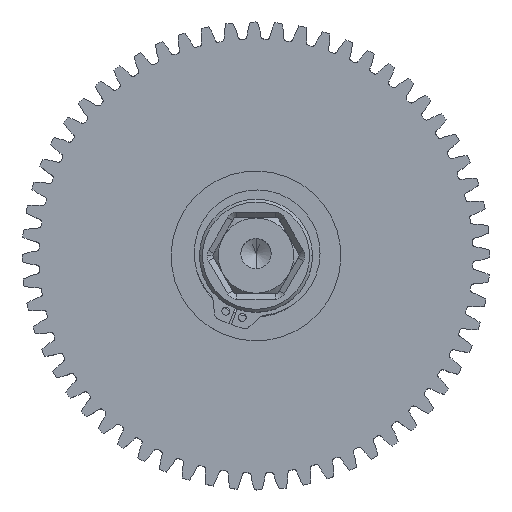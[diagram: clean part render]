
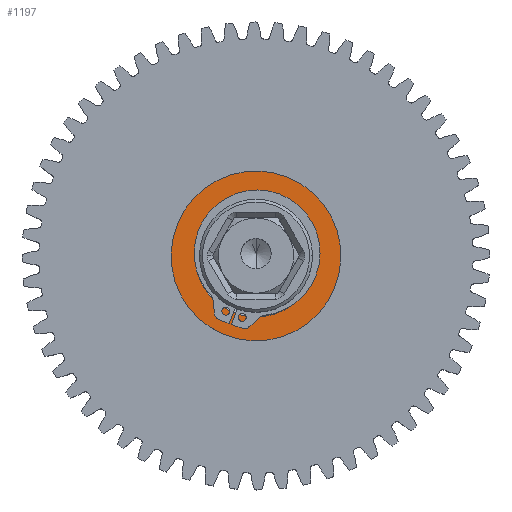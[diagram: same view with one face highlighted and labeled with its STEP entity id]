
A CAD part, top view. The second image highlights one B-rep face of the part: STEP entity #1197.
In plain terms, the highlighted face is planar.
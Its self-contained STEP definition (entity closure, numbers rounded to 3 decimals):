
#1197 = ADVANCED_FACE ( 'NONE', ( #36729, #36701 ), #28822, .F. ) ;
#7118 = EDGE_LOOP ( 'NONE', ( #36926, #36928 ) ) ;
#7127 = EDGE_LOOP ( 'NONE', ( #36930, #36932 ) ) ;
#25291 = CARTESIAN_POINT ( 'NONE',  ( 0., 0., -3.048 ) ) ;
#25292 = DIRECTION ( 'NONE',  ( 0., 0., 1. ) ) ;
#25293 = DIRECTION ( 'NONE',  ( 1., 0., 0. ) ) ;
#25329 = CARTESIAN_POINT ( 'NONE',  ( 0., 0., -3.048 ) ) ;
#25330 = DIRECTION ( 'NONE',  ( 0., 0., 1. ) ) ;
#25331 = DIRECTION ( 'NONE',  ( 1., 0., 0. ) ) ;
#25337 = CARTESIAN_POINT ( 'NONE',  ( 0., 0., -3.048 ) ) ;
#25338 = DIRECTION ( 'NONE',  ( 0., 0., 1. ) ) ;
#25339 = DIRECTION ( 'NONE',  ( 1., 0., 0. ) ) ;
#25343 = CARTESIAN_POINT ( 'NONE',  ( 0., 0., -3.048 ) ) ;
#25344 = DIRECTION ( 'NONE',  ( 0., 0., 1. ) ) ;
#25345 = DIRECTION ( 'NONE',  ( 1., 0., 0. ) ) ;
#28819 = DIRECTION ( 'NONE',  ( 1., 0., 0. ) ) ;
#28820 = DIRECTION ( 'NONE',  ( 0., 0., 1. ) ) ;
#28822 = PLANE ( 'NONE',  #32421 ) ;
#28825 = CARTESIAN_POINT ( 'NONE',  ( 0., 14.288, -3.048 ) ) ;
#30221 = CIRCLE ( 'NONE', #31693, 10.275 ) ;
#30225 = CIRCLE ( 'NONE', #31695, 14.288 ) ;
#30234 = CIRCLE ( 'NONE', #31697, 14.288 ) ;
#30256 = CIRCLE ( 'NONE', #31703, 10.275 ) ;
#31693 = AXIS2_PLACEMENT_3D ( 'NONE', #25343, #25344, #25345 ) ;
#31695 = AXIS2_PLACEMENT_3D ( 'NONE', #25337, #25338, #25339 ) ;
#31697 = AXIS2_PLACEMENT_3D ( 'NONE', #25329, #25330, #25331 ) ;
#31703 = AXIS2_PLACEMENT_3D ( 'NONE', #25291, #25292, #25293 ) ;
#32421 = AXIS2_PLACEMENT_3D ( 'NONE', #28825, #28820, #28819 ) ;
#36701 = FACE_OUTER_BOUND ( 'NONE', #7127, .T. ) ;
#36729 = FACE_BOUND ( 'NONE', #7118, .T. ) ;
#36926 = ORIENTED_EDGE ( 'NONE', *, *, #46139, .T. ) ;
#36928 = ORIENTED_EDGE ( 'NONE', *, *, #46162, .T. ) ;
#36930 = ORIENTED_EDGE ( 'NONE', *, *, #46155, .F. ) ;
#36932 = ORIENTED_EDGE ( 'NONE', *, *, #46159, .F. ) ;
#40257 = CARTESIAN_POINT ( 'NONE',  ( 10.275, 0., -3.048 ) ) ;
#40258 = CARTESIAN_POINT ( 'NONE',  ( -10.275, 0., -3.048 ) ) ;
#40275 = CARTESIAN_POINT ( 'NONE',  ( 14.288, 0., -3.048 ) ) ;
#40390 = CARTESIAN_POINT ( 'NONE',  ( -14.288, 0., -3.048 ) ) ;
#42706 = VERTEX_POINT ( 'NONE', #40257 ) ;
#42707 = VERTEX_POINT ( 'NONE', #40258 ) ;
#42724 = VERTEX_POINT ( 'NONE', #40275 ) ;
#42842 = VERTEX_POINT ( 'NONE', #40390 ) ;
#46139 = EDGE_CURVE ( 'NONE', #42707, #42706, #30256, .T. ) ;
#46155 = EDGE_CURVE ( 'NONE', #42724, #42842, #30234, .T. ) ;
#46159 = EDGE_CURVE ( 'NONE', #42842, #42724, #30225, .T. ) ;
#46162 = EDGE_CURVE ( 'NONE', #42706, #42707, #30221, .T. ) ;
